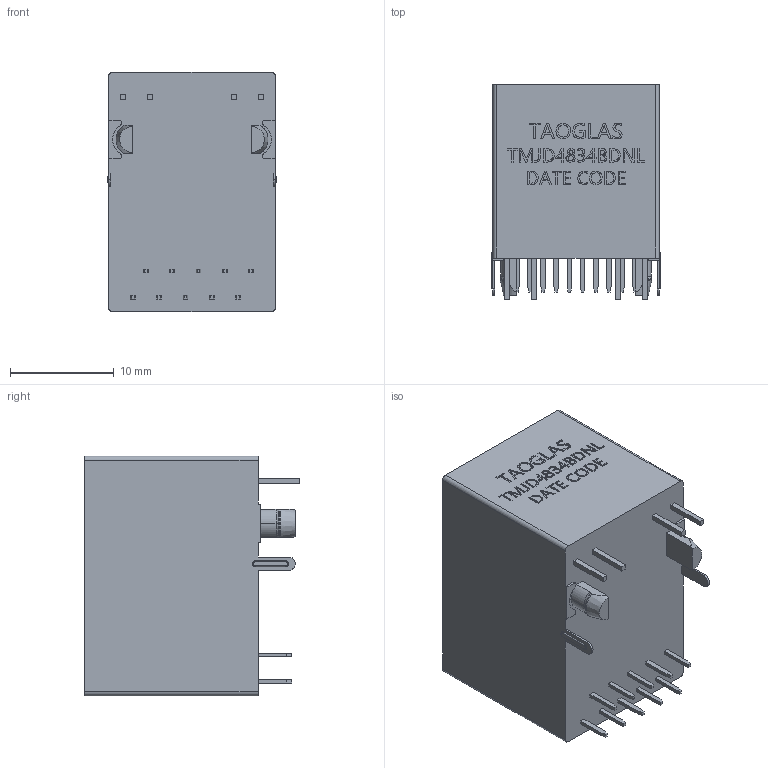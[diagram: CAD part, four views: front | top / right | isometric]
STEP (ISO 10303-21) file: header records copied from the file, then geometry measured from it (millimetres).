
FILE_DESCRIPTION (( 'STEP AP214' ), '1' );
FILE_NAME ('TMJD4834BDNL.STEP', '2023-09-21T03:12:10', ( '' ), ( '' ), 'SwSTEP 2.0', 'SolidWorks 2022', '' );
FILE_SCHEMA (( 'AUTOMOTIVE_DESIGN' ));
Length unit declared in the file: millimetre
Products named in the file (1): TMJD4834BDNL
Bounding box: 16.3 x 20.76 x 23.15 mm (x, y, z)
Volume: 5323.8 mm3; surface area: 2675.9 mm2
Topology: 1 solids, 1 shells, 599 faces, 1596 edges, 1060 vertices
Faces by surface type: plane 418, bspline 122, cylinder 45, torus 12, cone 2
Entity records: 20215 total; most frequent: CARTESIAN_POINT 6435, ORIENTED_EDGE 3192, DIRECTION 2184, EDGE_CURVE 1596, VERTEX_POINT 1060, VECTOR 1012, LINE 1012, EDGE_LOOP 660
